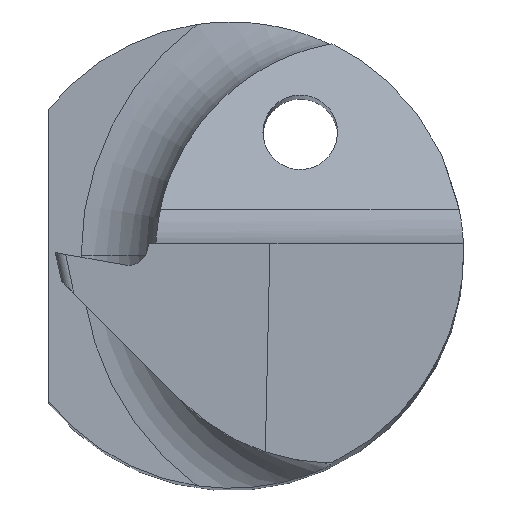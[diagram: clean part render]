
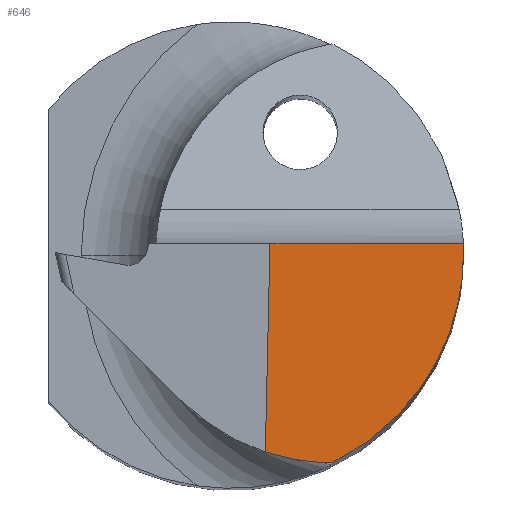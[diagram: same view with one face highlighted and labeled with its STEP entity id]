
A CAD part, top view. The second image highlights one B-rep face of the part: STEP entity #646.
In plain terms, the highlighted planar face has unit normal (0.706, -0.052, 0.706).
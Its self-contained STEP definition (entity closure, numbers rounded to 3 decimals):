
#14 = LINE ( 'NONE', #300, #503 ) ;
#22 = CARTESIAN_POINT ( 'NONE',  ( 0.425, 0.1, 29.93 ) ) ;
#65 = EDGE_CURVE ( 'NONE', #713, #273, #84, .T. ) ;
#73 = CARTESIAN_POINT ( 'NONE',  ( 2.498, 0.1, 27.857 ) ) ;
#84 =( BOUNDED_CURVE ( )  B_SPLINE_CURVE ( 3, ( #791, #795, #143, #147 ),
 .UNSPECIFIED., .F., .T. ) 
 B_SPLINE_CURVE_WITH_KNOTS ( ( 4, 4 ),
 ( 5.237, 6.357 ),
 .UNSPECIFIED. ) 
 CURVE ( )  GEOMETRIC_REPRESENTATION_ITEM ( )  RATIONAL_B_SPLINE_CURVE ( ( 1., 0.898, 0.898, 1. ) ) 
 REPRESENTATION_ITEM ( '' )  );
#125 = CARTESIAN_POINT ( 'NONE',  ( 0.423, 0.013, 29.925 ) ) ;
#143 = CARTESIAN_POINT ( 'NONE',  ( 2.5, -0.985, 27.774 ) ) ;
#147 = CARTESIAN_POINT ( 'NONE',  ( 2.5, 0., 27.848 ) ) ;
#167 = CARTESIAN_POINT ( 'NONE',  ( 2.499, 0.067, 27.853 ) ) ;
#181 = CARTESIAN_POINT ( 'NONE',  ( 2.5, 0.033, 27.85 ) ) ;
#225 = DIRECTION ( 'NONE',  ( -0.707, 0., 0.707 ) ) ;
#243 = PLANE ( 'NONE',  #532 ) ;
#273 = VERTEX_POINT ( 'NONE', #567 ) ;
#279 = CARTESIAN_POINT ( 'NONE',  ( 0.846, -2.251, 29.334 ) ) ;
#284 = VECTOR ( 'NONE', #773, 1000. ) ;
#287 =( BOUNDED_CURVE ( )  B_SPLINE_CURVE ( 3, ( #422, #697, #279, #337 ),
 .UNSPECIFIED., .F., .F. ) 
 B_SPLINE_CURVE_WITH_KNOTS ( ( 4, 4 ),
 ( 1.329, 1.647 ),
 .UNSPECIFIED. ) 
 CURVE ( )  GEOMETRIC_REPRESENTATION_ITEM ( )  RATIONAL_B_SPLINE_CURVE ( ( 1., 0.992, 0.992, 1. ) ) 
 REPRESENTATION_ITEM ( '' )  );
#294 = EDGE_CURVE ( 'NONE', #722, #881, #634, .T. ) ;
#300 = CARTESIAN_POINT ( 'NONE',  ( 1.425, 0.1, 28.93 ) ) ;
#307 = EDGE_CURVE ( 'NONE', #722, #713, #287, .T. ) ;
#330 = CARTESIAN_POINT ( 'NONE',  ( 0.375, -2.137, 29.814 ) ) ;
#337 = CARTESIAN_POINT ( 'NONE',  ( 1.09, -2.25, 29.091 ) ) ;
#348 = ORIENTED_EDGE ( 'NONE', *, *, #294, .F. ) ;
#368 = ORIENTED_EDGE ( 'NONE', *, *, #307, .T. ) ;
#388 = DIRECTION ( 'NONE',  ( -0.707, 0., 0.707 ) ) ;
#390 = VERTEX_POINT ( 'NONE', #73 ) ;
#422 = CARTESIAN_POINT ( 'NONE',  ( 0.375, -2.137, 29.814 ) ) ;
#466 = EDGE_CURVE ( 'NONE', #390, #881, #14, .T. ) ;
#469 = CARTESIAN_POINT ( 'NONE',  ( 2.498, 0.1, 27.857 ) ) ;
#503 = VECTOR ( 'NONE', #225, 1000. ) ;
#511 = ORIENTED_EDGE ( 'NONE', *, *, #65, .T. ) ;
#532 = AXIS2_PLACEMENT_3D ( 'NONE', #871, #819, #388 ) ;
#551 = ORIENTED_EDGE ( 'NONE', *, *, #466, .T. ) ;
#564 = EDGE_CURVE ( 'NONE', #273, #390, #631, .T. ) ;
#567 = CARTESIAN_POINT ( 'NONE',  ( 2.5, 0., 27.848 ) ) ;
#608 = ORIENTED_EDGE ( 'NONE', *, *, #564, .T. ) ;
#618 = EDGE_LOOP ( 'NONE', ( #511, #608, #551, #348, #368 ) ) ;
#631 =( BOUNDED_CURVE ( )  B_SPLINE_CURVE ( 3, ( #763, #181, #167, #469 ),
 .UNSPECIFIED., .F., .F. ) 
 B_SPLINE_CURVE_WITH_KNOTS ( ( 4, 4 ),
 ( 0.074, 0.114 ),
 .UNSPECIFIED. ) 
 CURVE ( )  GEOMETRIC_REPRESENTATION_ITEM ( )  RATIONAL_B_SPLINE_CURVE ( ( 1., 1., 1., 1. ) ) 
 REPRESENTATION_ITEM ( '' )  );
#634 = LINE ( 'NONE', #125, #284 ) ;
#646 = ADVANCED_FACE ( 'NONE', ( #743 ), #243, .T. ) ;
#697 = CARTESIAN_POINT ( 'NONE',  ( 0.606, -2.212, 29.577 ) ) ;
#713 = VERTEX_POINT ( 'NONE', #889 ) ;
#722 = VERTEX_POINT ( 'NONE', #330 ) ;
#743 = FACE_OUTER_BOUND ( 'NONE', #618, .T. ) ;
#763 = CARTESIAN_POINT ( 'NONE',  ( 2.5, 0., 27.848 ) ) ;
#773 = DIRECTION ( 'NONE',  ( 0.022, 0.998, 0.052 ) ) ;
#791 = CARTESIAN_POINT ( 'NONE',  ( 1.09, -2.25, 29.091 ) ) ;
#795 = CARTESIAN_POINT ( 'NONE',  ( 1.977, -1.82, 28.236 ) ) ;
#819 = DIRECTION ( 'NONE',  ( 0.706, -0.052, 0.706 ) ) ;
#871 = CARTESIAN_POINT ( 'NONE',  ( 1.425, 0.1, 28.93 ) ) ;
#881 = VERTEX_POINT ( 'NONE', #22 ) ;
#889 = CARTESIAN_POINT ( 'NONE',  ( 1.09, -2.25, 29.091 ) ) ;
